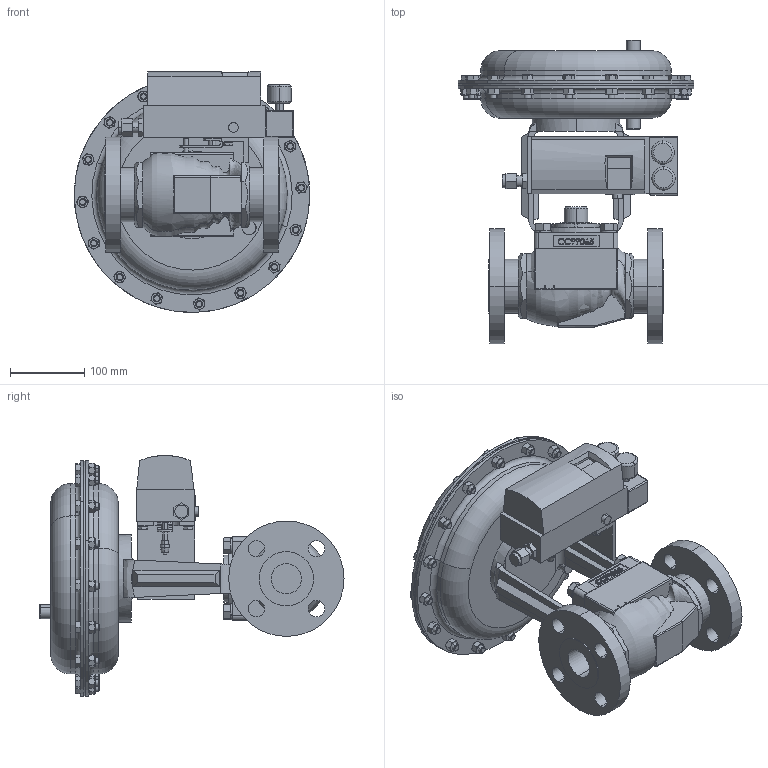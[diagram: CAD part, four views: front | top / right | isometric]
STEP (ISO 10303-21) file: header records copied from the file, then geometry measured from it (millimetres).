
FILE_DESCRIPTION (( 'STEP AP203' ), '1' );
FILE_NAME ('78SP-150-BR+CS+S6-I3-55M-16IQ.step', '2017-09-25T17:11:27', ( '' ), ( '' ), 'SwSTEP 2.0', 'SolidWorks 2014', '' );
FILE_SCHEMA (( 'CONFIG_CONTROL_DESIGN' ));
Products named in the file (1): 78SP-150-BR+CS+S6-I3-55M-16IQ
Bounding box: 317.42 x 409.74 x 324.8 mm (x, y, z)
Volume: 8463992.7 mm3; surface area: 1034258.1 mm2
Topology: 57 solids, 57 shells, 1410 faces, 3208 edges, 1990 vertices
Faces by surface type: plane 660, cone 390, cylinder 218, bspline 104, torus 34, sphere 4
Entity records: 71023 total; most frequent: CARTESIAN_POINT 40985, ORIENTED_EDGE 6406, DIRECTION 5716, EDGE_CURVE 3203, AXIS2_PLACEMENT_3D 2186, VERTEX_POINT 1990, EDGE_LOOP 1513, FACE_OUTER_BOUND 1410
